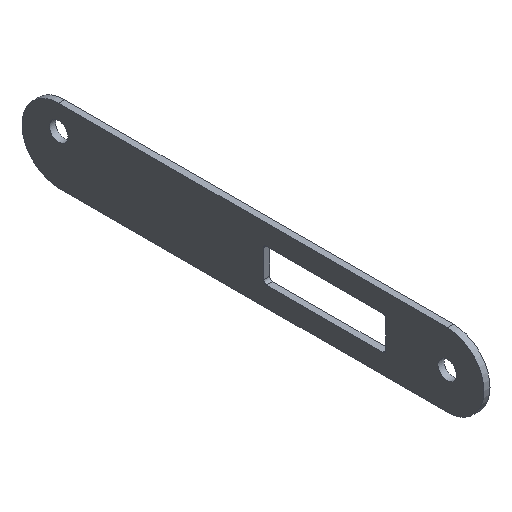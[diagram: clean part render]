
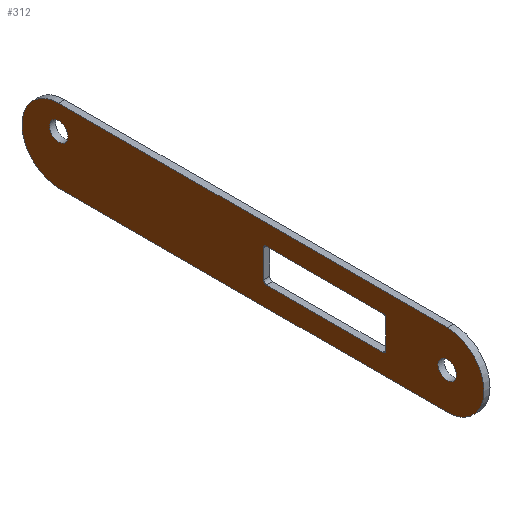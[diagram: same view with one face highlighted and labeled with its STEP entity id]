
A CAD part, isometric view. The second image highlights one B-rep face of the part: STEP entity #312.
In plain terms, the highlighted planar face has unit normal (-1, 0, 0).
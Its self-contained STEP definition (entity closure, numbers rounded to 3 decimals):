
#18=FACE_BOUND('',#64,.T.);
#19=FACE_BOUND('',#65,.T.);
#20=FACE_BOUND('',#66,.T.);
#28=PLANE('',#358);
#44=FACE_OUTER_BOUND('',#63,.T.);
#63=EDGE_LOOP('',(#275,#276,#277,#278));
#64=EDGE_LOOP('',(#279,#280,#281,#282,#283,#284,#285,#286));
#65=EDGE_LOOP('',(#287));
#66=EDGE_LOOP('',(#288));
#69=LINE('',#467,#95);
#74=LINE('',#481,#100);
#78=LINE('',#493,#104);
#82=LINE('',#505,#108);
#85=LINE('',#515,#111);
#90=LINE('',#529,#116);
#95=VECTOR('',#377,10.);
#100=VECTOR('',#390,10.);
#104=VECTOR('',#402,10.);
#108=VECTOR('',#414,10.);
#111=VECTOR('',#425,10.);
#116=VECTOR('',#438,10.);
#120=CIRCLE('',#329,3.);
#122=CIRCLE('',#332,3.);
#123=CIRCLE('',#335,1.);
#125=CIRCLE('',#339,1.);
#127=CIRCLE('',#343,1.);
#129=CIRCLE('',#347,1.);
#131=CIRCLE('',#351,12.);
#133=CIRCLE('',#355,12.);
#136=VERTEX_POINT('',#455);
#138=VERTEX_POINT('',#461);
#139=VERTEX_POINT('',#465);
#140=VERTEX_POINT('',#466);
#143=VERTEX_POINT('',#474);
#145=VERTEX_POINT('',#480);
#147=VERTEX_POINT('',#486);
#149=VERTEX_POINT('',#492);
#151=VERTEX_POINT('',#498);
#153=VERTEX_POINT('',#504);
#155=VERTEX_POINT('',#513);
#156=VERTEX_POINT('',#514);
#159=VERTEX_POINT('',#522);
#161=VERTEX_POINT('',#528);
#165=EDGE_CURVE('',#136,#136,#120,.T.);
#168=EDGE_CURVE('',#138,#138,#122,.T.);
#169=EDGE_CURVE('',#139,#140,#69,.T.);
#173=EDGE_CURVE('',#143,#139,#123,.T.);
#176=EDGE_CURVE('',#145,#143,#74,.T.);
#179=EDGE_CURVE('',#147,#145,#125,.T.);
#182=EDGE_CURVE('',#149,#147,#78,.T.);
#185=EDGE_CURVE('',#151,#149,#127,.T.);
#188=EDGE_CURVE('',#153,#151,#82,.T.);
#191=EDGE_CURVE('',#140,#153,#129,.T.);
#193=EDGE_CURVE('',#155,#156,#85,.T.);
#197=EDGE_CURVE('',#159,#156,#131,.T.);
#200=EDGE_CURVE('',#159,#161,#90,.T.);
#203=EDGE_CURVE('',#155,#161,#133,.T.);
#275=ORIENTED_EDGE('',*,*,#203,.F.);
#276=ORIENTED_EDGE('',*,*,#193,.T.);
#277=ORIENTED_EDGE('',*,*,#197,.F.);
#278=ORIENTED_EDGE('',*,*,#200,.T.);
#279=ORIENTED_EDGE('',*,*,#191,.F.);
#280=ORIENTED_EDGE('',*,*,#169,.F.);
#281=ORIENTED_EDGE('',*,*,#173,.F.);
#282=ORIENTED_EDGE('',*,*,#176,.F.);
#283=ORIENTED_EDGE('',*,*,#179,.F.);
#284=ORIENTED_EDGE('',*,*,#182,.F.);
#285=ORIENTED_EDGE('',*,*,#185,.F.);
#286=ORIENTED_EDGE('',*,*,#188,.F.);
#287=ORIENTED_EDGE('',*,*,#168,.F.);
#288=ORIENTED_EDGE('',*,*,#165,.F.);
#312=ADVANCED_FACE('',(#44,#18,#19,#20),#28,.F.);
#329=AXIS2_PLACEMENT_3D('',#457,#366,#367);
#332=AXIS2_PLACEMENT_3D('',#463,#373,#374);
#335=AXIS2_PLACEMENT_3D('',#475,#383,#384);
#339=AXIS2_PLACEMENT_3D('',#487,#395,#396);
#343=AXIS2_PLACEMENT_3D('',#499,#407,#408);
#347=AXIS2_PLACEMENT_3D('',#510,#419,#420);
#351=AXIS2_PLACEMENT_3D('',#523,#431,#432);
#355=AXIS2_PLACEMENT_3D('',#534,#443,#444);
#358=AXIS2_PLACEMENT_3D('',#537,#449,#450);
#366=DIRECTION('center_axis',(-1.,0.,0.));
#367=DIRECTION('ref_axis',(0.,1.,0.));
#373=DIRECTION('center_axis',(-1.,0.,0.));
#374=DIRECTION('ref_axis',(0.,1.,0.));
#377=DIRECTION('',(0.,1.,0.));
#383=DIRECTION('center_axis',(-1.,0.,0.));
#384=DIRECTION('ref_axis',(0.,0.,1.));
#390=DIRECTION('',(0.,0.,1.));
#395=DIRECTION('center_axis',(-1.,0.,0.));
#396=DIRECTION('ref_axis',(0.,-0.999,0.033));
#402=DIRECTION('',(0.,-1.,0.));
#407=DIRECTION('center_axis',(-1.,0.,0.));
#408=DIRECTION('ref_axis',(0.,0.,-1.));
#414=DIRECTION('',(0.,0.,-1.));
#419=DIRECTION('center_axis',(-1.,0.,0.));
#420=DIRECTION('ref_axis',(0.,1.,0.));
#425=DIRECTION('',(0.,-1.,0.));
#431=DIRECTION('center_axis',(1.,0.,0.));
#432=DIRECTION('ref_axis',(0.,-0.007,1.));
#438=DIRECTION('',(0.,1.,0.));
#443=DIRECTION('center_axis',(1.,0.,0.));
#444=DIRECTION('ref_axis',(0.,0.,-1.));
#449=DIRECTION('center_axis',(1.,0.,0.));
#450=DIRECTION('ref_axis',(0.,1.,0.));
#455=CARTESIAN_POINT('',(0.,124.,4.));
#457=CARTESIAN_POINT('Origin',(0.,127.,4.));
#461=CARTESIAN_POINT('',(0.,-3.,0.));
#463=CARTESIAN_POINT('Origin',(0.,0.,0.));
#465=CARTESIAN_POINT('',(0.,20.999,5.5));
#466=CARTESIAN_POINT('',(0.,59.,5.5));
#467=CARTESIAN_POINT('',(0.,20.999,5.5));
#474=CARTESIAN_POINT('',(0.,20.,4.533));
#475=CARTESIAN_POINT('Origin',(0.,20.999,4.5));
#480=CARTESIAN_POINT('',(0.,20.,-4.467));
#481=CARTESIAN_POINT('',(0.,20.,-4.467));
#486=CARTESIAN_POINT('',(0.,20.999,-5.5));
#487=CARTESIAN_POINT('Origin',(0.,20.999,-4.5));
#492=CARTESIAN_POINT('',(0.,59.,-5.5));
#493=CARTESIAN_POINT('',(0.,59.,-5.5));
#498=CARTESIAN_POINT('',(0.,60.,-4.5));
#499=CARTESIAN_POINT('Origin',(0.,59.,-4.5));
#504=CARTESIAN_POINT('',(0.,60.,4.5));
#505=CARTESIAN_POINT('',(0.,60.,4.5));
#510=CARTESIAN_POINT('Origin',(0.,59.,4.5));
#513=CARTESIAN_POINT('',(0.,126.999,-12.));
#514=CARTESIAN_POINT('',(0.,0.,-12.));
#515=CARTESIAN_POINT('',(0.,126.999,-12.));
#522=CARTESIAN_POINT('',(0.,-0.08,12.));
#523=CARTESIAN_POINT('Origin',(0.,0.,0.));
#528=CARTESIAN_POINT('',(0.,126.999,12.));
#529=CARTESIAN_POINT('',(0.,-0.08,12.));
#534=CARTESIAN_POINT('Origin',(0.,126.999,0.));
#537=CARTESIAN_POINT('Origin',(0.,63.499,0.));
